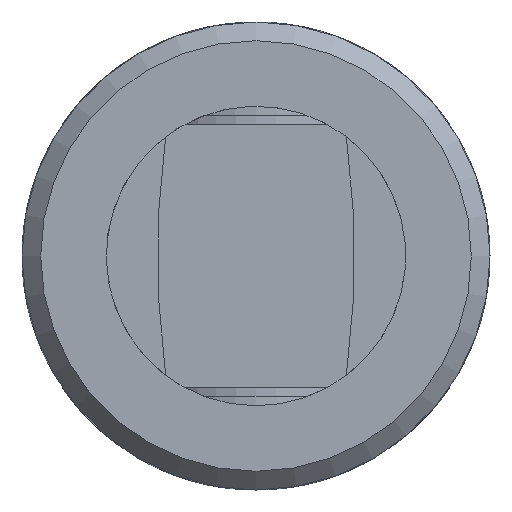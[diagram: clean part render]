
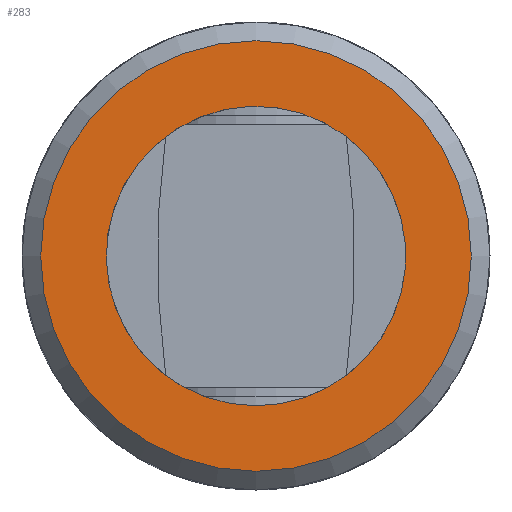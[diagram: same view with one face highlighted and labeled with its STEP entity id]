
A CAD part, left-side view. The second image highlights one B-rep face of the part: STEP entity #283.
In plain terms, the highlighted planar face has unit normal (-1, 0, 0).
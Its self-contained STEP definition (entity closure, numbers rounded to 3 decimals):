
#283 = ADVANCED_FACE( '', ( #558, #559 ), #560, .F. );
#558 = FACE_OUTER_BOUND( '', #844, .T. );
#559 = FACE_BOUND( '', #845, .T. );
#560 = PLANE( '', #846 );
#844 = EDGE_LOOP( '', ( #1333 ) );
#845 = EDGE_LOOP( '', ( #1334 ) );
#846 = AXIS2_PLACEMENT_3D( '', #1335, #1336, #1337 );
#1333 = ORIENTED_EDGE( '', *, *, #1711, .F. );
#1334 = ORIENTED_EDGE( '', *, *, #1551, .T. );
#1335 = CARTESIAN_POINT( '', ( 0., 0., 0. ) );
#1336 = DIRECTION( '', ( 1., 0., 0. ) );
#1337 = DIRECTION( '', ( 0., 0., -1. ) );
#1551 = EDGE_CURVE( '', #1777, #1777, #1778, .T. );
#1711 = EDGE_CURVE( '', #2024, #2024, #2025, .T. );
#1777 = VERTEX_POINT( '', #2174 );
#1778 = CIRCLE( '', #2175, 8. );
#2024 = VERTEX_POINT( '', #3168 );
#2025 = CIRCLE( '', #3169, 11.5 );
#2174 = CARTESIAN_POINT( '', ( 0., 0., -8. ) );
#2175 = AXIS2_PLACEMENT_3D( '', #3402, #3403, #3404 );
#3168 = CARTESIAN_POINT( '', ( 0., 0., -11.5 ) );
#3169 = AXIS2_PLACEMENT_3D( '', #3571, #3572, #3573 );
#3402 = CARTESIAN_POINT( '', ( 0., 0., 0. ) );
#3403 = DIRECTION( '', ( 1., 0., 0. ) );
#3404 = DIRECTION( '', ( 0., 0., -1. ) );
#3571 = CARTESIAN_POINT( '', ( 0., 0., 0. ) );
#3572 = DIRECTION( '', ( 1., 0., 0. ) );
#3573 = DIRECTION( '', ( 0., 0., -1. ) );
